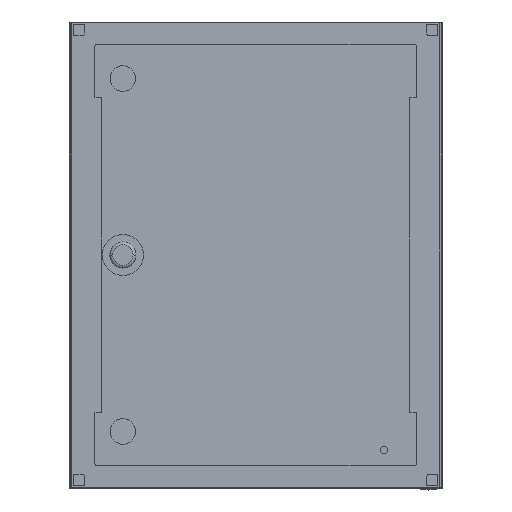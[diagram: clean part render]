
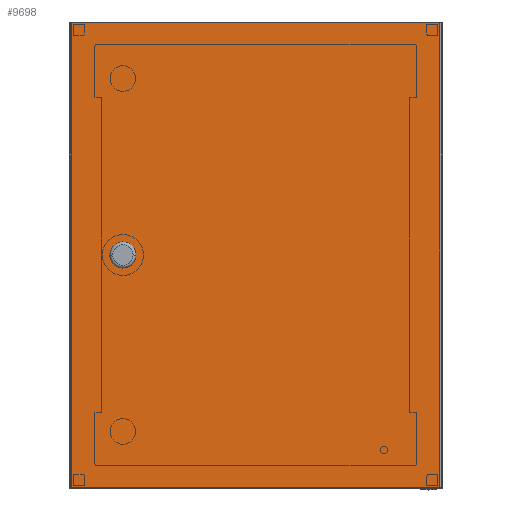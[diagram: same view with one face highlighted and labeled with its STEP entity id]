
A CAD part, top view. The second image highlights one B-rep face of the part: STEP entity #9698.
In plain terms, the highlighted face is planar.
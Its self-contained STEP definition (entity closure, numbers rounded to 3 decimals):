
#175 = CARTESIAN_POINT ( 'NONE',  ( 197.5, -249.25, 0. ) ) ;
#675 = DIRECTION ( 'NONE',  ( 0., 1., 0. ) ) ;
#729 = CARTESIAN_POINT ( 'NONE',  ( 156.5, 0., 0. ) ) ;
#764 = VECTOR ( 'NONE', #3759, 1000. ) ;
#935 = EDGE_CURVE ( 'NONE', #11293, #2139, #11586, .T. ) ;
#1085 = PLANE ( 'NONE',  #7861 ) ;
#1571 = CARTESIAN_POINT ( 'NONE',  ( 142.5, 0., 0. ) ) ;
#1684 = AXIS2_PLACEMENT_3D ( 'NONE', #1571, #5212, #5440 ) ;
#1687 = DIRECTION ( 'NONE',  ( 0., 0., -1. ) ) ;
#1701 = CIRCLE ( 'NONE', #11480, 14. ) ;
#1776 = EDGE_CURVE ( 'NONE', #2139, #11540, #3372, .T. ) ;
#1929 = CARTESIAN_POINT ( 'NONE',  ( 197.5, 249.25, 0. ) ) ;
#2050 = ORIENTED_EDGE ( 'NONE', *, *, #8349, .F. ) ;
#2139 = VERTEX_POINT ( 'NONE', #6370 ) ;
#2248 = CIRCLE ( 'NONE', #1684, 14. ) ;
#2375 = VECTOR ( 'NONE', #5709, 1000. ) ;
#2717 = ORIENTED_EDGE ( 'NONE', *, *, #1776, .F. ) ;
#2796 = FACE_BOUND ( 'NONE', #7723, .T. ) ;
#3013 = VECTOR ( 'NONE', #3386, 1000. ) ;
#3372 = LINE ( 'NONE', #1929, #2375 ) ;
#3386 = DIRECTION ( 'NONE',  ( 1., 0., 0. ) ) ;
#3583 = FACE_OUTER_BOUND ( 'NONE', #7159, .T. ) ;
#3707 = DIRECTION ( 'NONE',  ( 0., 0., -1. ) ) ;
#3759 = DIRECTION ( 'NONE',  ( 0., -1., 0. ) ) ;
#4285 = EDGE_CURVE ( 'NONE', #4844, #6883, #1701, .T. ) ;
#4719 = ORIENTED_EDGE ( 'NONE', *, *, #935, .F. ) ;
#4844 = VERTEX_POINT ( 'NONE', #10375 ) ;
#5212 = DIRECTION ( 'NONE',  ( 0., 0., -1. ) ) ;
#5440 = DIRECTION ( 'NONE',  ( -1., 0., 0. ) ) ;
#5658 = CARTESIAN_POINT ( 'NONE',  ( -197.5, -249.25, 0. ) ) ;
#5709 = DIRECTION ( 'NONE',  ( -1., 0., 0. ) ) ;
#5876 = EDGE_CURVE ( 'NONE', #11540, #11666, #7317, .T. ) ;
#6011 = CARTESIAN_POINT ( 'NONE',  ( 142.5, 0., 0. ) ) ;
#6370 = CARTESIAN_POINT ( 'NONE',  ( 197.5, 249.25, 0. ) ) ;
#6769 = VECTOR ( 'NONE', #675, 1000. ) ;
#6835 = ORIENTED_EDGE ( 'NONE', *, *, #4285, .F. ) ;
#6883 = VERTEX_POINT ( 'NONE', #729 ) ;
#6910 = CARTESIAN_POINT ( 'NONE',  ( 197.5, 249.25, 0. ) ) ;
#6973 = DIRECTION ( 'NONE',  ( -1., 0., 0. ) ) ;
#7159 = EDGE_LOOP ( 'NONE', ( #10326, #2717, #4719, #7813 ) ) ;
#7226 = CARTESIAN_POINT ( 'NONE',  ( -197.5, 249.25, 0. ) ) ;
#7236 = CARTESIAN_POINT ( 'NONE',  ( 197.5, -249.25, 0. ) ) ;
#7258 = DIRECTION ( 'NONE',  ( -1., 0., 0. ) ) ;
#7317 = LINE ( 'NONE', #7426, #764 ) ;
#7426 = CARTESIAN_POINT ( 'NONE',  ( -197.5, 249.25, 0. ) ) ;
#7723 = EDGE_LOOP ( 'NONE', ( #2050, #6835 ) ) ;
#7813 = ORIENTED_EDGE ( 'NONE', *, *, #8733, .F. ) ;
#7861 = AXIS2_PLACEMENT_3D ( 'NONE', #10137, #3707, #7258 ) ;
#8349 = EDGE_CURVE ( 'NONE', #6883, #4844, #2248, .T. ) ;
#8733 = EDGE_CURVE ( 'NONE', #11666, #11293, #11614, .T. ) ;
#9698 = ADVANCED_FACE ( 'NONE', ( #2796, #3583 ), #1085, .T. ) ;
#10137 = CARTESIAN_POINT ( 'NONE',  ( 0., 0., 0. ) ) ;
#10326 = ORIENTED_EDGE ( 'NONE', *, *, #5876, .F. ) ;
#10375 = CARTESIAN_POINT ( 'NONE',  ( 128.5, 0., 0. ) ) ;
#11293 = VERTEX_POINT ( 'NONE', #175 ) ;
#11480 = AXIS2_PLACEMENT_3D ( 'NONE', #6011, #1687, #6973 ) ;
#11540 = VERTEX_POINT ( 'NONE', #7226 ) ;
#11586 = LINE ( 'NONE', #6910, #6769 ) ;
#11614 = LINE ( 'NONE', #7236, #3013 ) ;
#11666 = VERTEX_POINT ( 'NONE', #5658 ) ;
